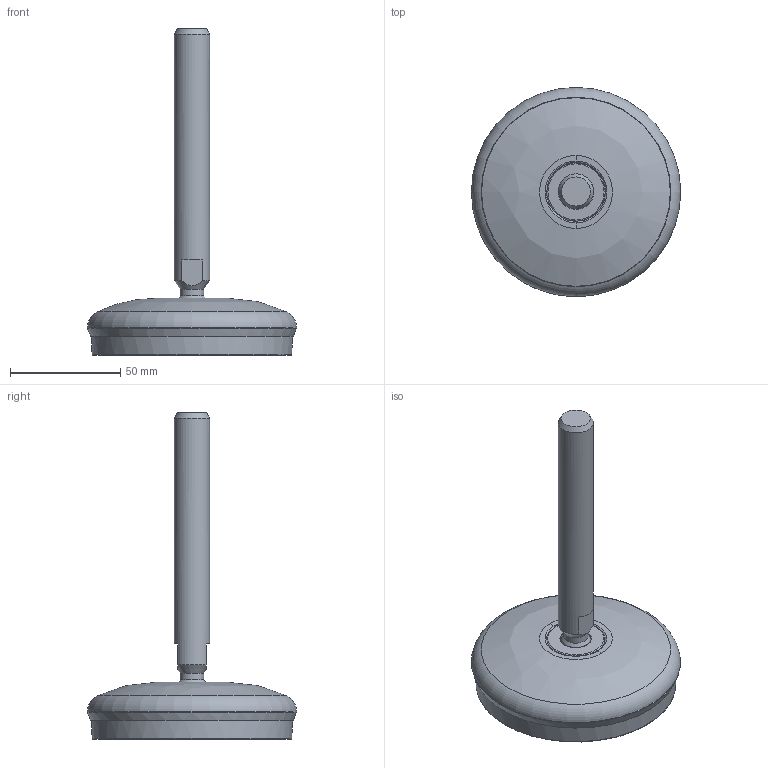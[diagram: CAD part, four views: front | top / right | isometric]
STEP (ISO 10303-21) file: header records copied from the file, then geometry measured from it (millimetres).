
FILE_DESCRIPTION(/* description */ ('STEP AP214'),/* implementation_level */ '2;1');
FILE_NAME(/* name */ 'P095IM16X148.stp',/* time_stamp */ '2022-07-12T11:13:08+02:00',/* author */ ('stefan.nesic'),/* organization */ (' '),/* preprocessor_version */ 'ST-DEVELOPER v18.1',/* originating_system */ 'Autodesk Inventor 2021',/* authorisation */ ' ');
FILE_SCHEMA (('CONFIG_CONTROL_DESIGN'));
Length unit declared in the file: millimetre
Products named in the file (4): P095IM16X148; Component1; Solido; Solido1
Assembly tree (3 placements, depth 2):
  P095IM16X148
    Component1
    Solido
    Solido1
Bounding box: 94.99 x 94.99 x 148.24 mm (x, y, z)
Volume: 116962.7 mm3; surface area: 43782.9 mm2
Topology: 3 solids, 3 shells, 64 faces, 142 edges, 93 vertices
Faces by surface type: plane 19, cone 17, torus 10, bspline 8, cylinder 7, sphere 3
Full cylindrical faces by diameter (mm): 10.826 x1, 13.9 x1, 16 x1, 26.5 x1, 26.512 x1, 27.512 x1, 28.5 x1
Entity records: 3038 total; most frequent: CARTESIAN_POINT 1409, DIRECTION 352, ORIENTED_EDGE 280, AXIS2_PLACEMENT_3D 159, EDGE_CURVE 140, CIRCLE 96, VERTEX_POINT 93, EDGE_LOOP 77
